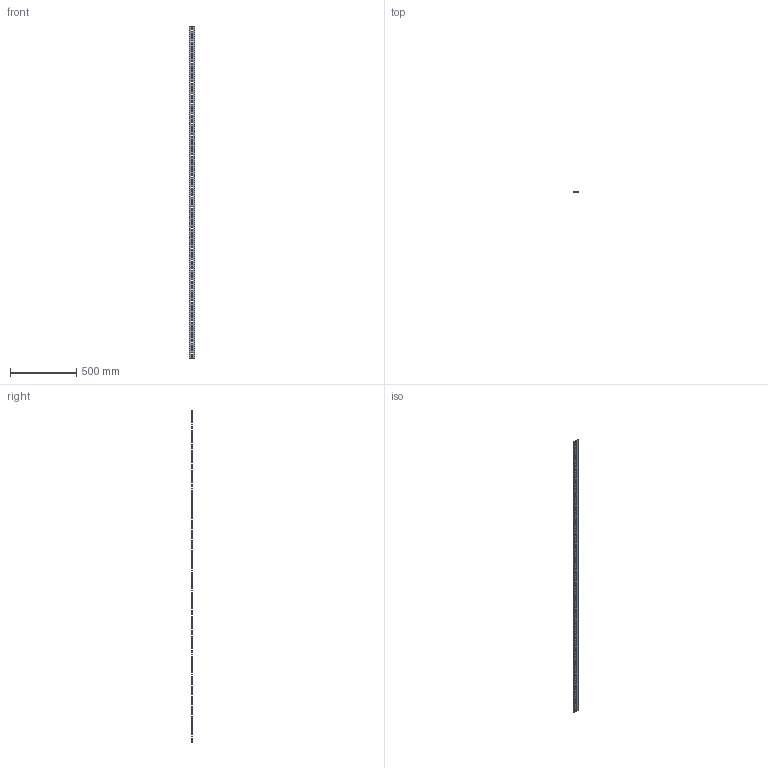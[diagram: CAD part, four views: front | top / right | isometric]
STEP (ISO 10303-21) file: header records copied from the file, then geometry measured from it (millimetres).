
FILE_DESCRIPTION (( 'STEP AP203' ), '1' );
FILE_NAME ('CLM50D-POP-40-25-3-BS Ïîëîñà ïåðôîðèðîâàííàÿ 40õ2500-3,0 BS IEK.STEP', '2023-03-21T11:32:45', ( '' ), ( '' ), 'SwSTEP 2.0', 'SolidWorks 2022', '' );
FILE_SCHEMA (( 'CONFIG_CONTROL_DESIGN' ));
Length unit declared in the file: millimetre
Products named in the file (1): CLM50D-POP-40-25-3-BS Полоса перфорированная 40х2500-3,0 BS IEK
Bounding box: 40 x 3 x 2500 mm (x, y, z)
Volume: 255357.4 mm3; surface area: 197519.4 mm2
Topology: 1 solids, 1 shells, 256 faces, 762 edges, 508 vertices
Faces by surface type: cylinder 150, plane 106
Entity records: 8983 total; most frequent: DIRECTION 1576, CARTESIAN_POINT 1527, ORIENTED_EDGE 1524, EDGE_CURVE 762, AXIS2_PLACEMENT_3D 557, VERTEX_POINT 508, VECTOR 462, LINE 462
